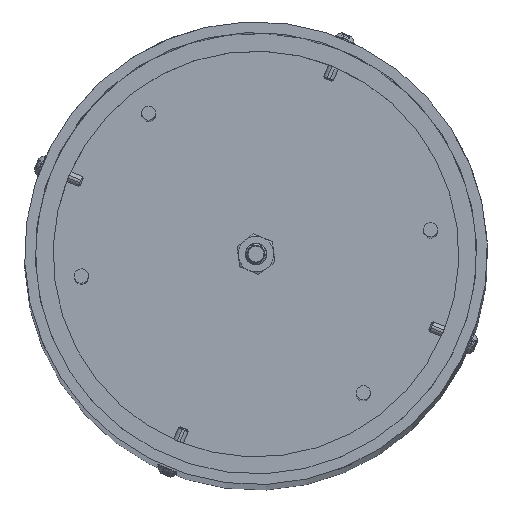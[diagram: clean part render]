
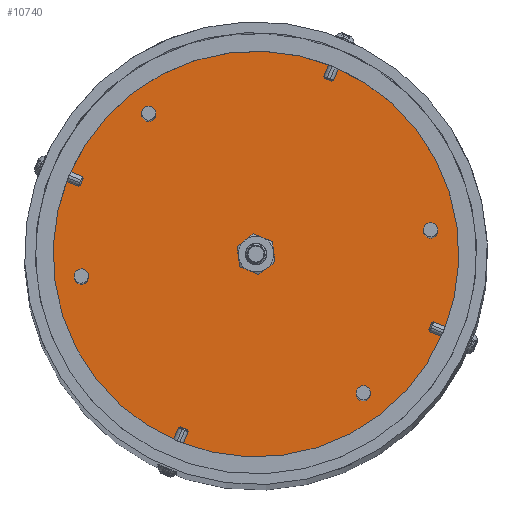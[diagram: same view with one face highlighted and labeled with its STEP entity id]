
A CAD part, top view. The second image highlights one B-rep face of the part: STEP entity #10740.
In plain terms, the highlighted face is planar.
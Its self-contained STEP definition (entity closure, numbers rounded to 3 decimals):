
#3 = CARTESIAN_POINT ( 'NONE',  ( 0., 5., 0. ) ) ;
#246 = DIRECTION ( 'NONE',  ( 0., 0., 1. ) ) ;
#291 = VERTEX_POINT ( 'NONE', #3519 ) ;
#296 = EDGE_CURVE ( 'NONE', #11854, #4811, #12483, .T. ) ;
#465 = EDGE_CURVE ( 'NONE', #10186, #3216, #809, .T. ) ;
#661 = ORIENTED_EDGE ( 'NONE', *, *, #465, .T. ) ;
#723 = ORIENTED_EDGE ( 'NONE', *, *, #7786, .F. ) ;
#809 = CIRCLE ( 'NONE', #5052, 2. ) ;
#1158 = CIRCLE ( 'NONE', #8603, 3. ) ;
#1209 = CARTESIAN_POINT ( 'NONE',  ( 0., 5., 0. ) ) ;
#1273 = PLANE ( 'NONE',  #10831 ) ;
#1308 = DIRECTION ( 'NONE',  ( 0., 0., -1. ) ) ;
#1401 = FACE_OUTER_BOUND ( 'NONE', #4319, .T. ) ;
#1540 = ORIENTED_EDGE ( 'NONE', *, *, #7112, .T. ) ;
#1583 = EDGE_CURVE ( 'NONE', #9412, #11503, #9336, .T. ) ;
#1703 = ORIENTED_EDGE ( 'NONE', *, *, #11613, .F. ) ;
#1759 = CARTESIAN_POINT ( 'NONE',  ( 0., 5., 0. ) ) ;
#1882 = ORIENTED_EDGE ( 'NONE', *, *, #7144, .F. ) ;
#1920 = AXIS2_PLACEMENT_3D ( 'NONE', #6556, #12677, #10626 ) ;
#1977 = ORIENTED_EDGE ( 'NONE', *, *, #296, .T. ) ;
#2093 = CIRCLE ( 'NONE', #6570, 2. ) ;
#2215 = DIRECTION ( 'NONE',  ( 0., 0., 1. ) ) ;
#2280 = DIRECTION ( 'NONE',  ( 0., -1., 0. ) ) ;
#2347 = DIRECTION ( 'NONE',  ( 0., 0., 1. ) ) ;
#2398 = CARTESIAN_POINT ( 'NONE',  ( 0., 5., 0. ) ) ;
#2424 = CIRCLE ( 'NONE', #4122, 57. ) ;
#2474 = FACE_BOUND ( 'NONE', #13028, .T. ) ;
#2579 = DIRECTION ( 'NONE',  ( 0., 1., 0. ) ) ;
#2638 = EDGE_LOOP ( 'NONE', ( #661, #1540 ) ) ;
#2643 = DIRECTION ( 'NONE',  ( 0., -1., 0. ) ) ;
#2647 = DIRECTION ( 'NONE',  ( 0., 0., -1. ) ) ;
#2980 = EDGE_LOOP ( 'NONE', ( #1703, #723 ) ) ;
#3216 = VERTEX_POINT ( 'NONE', #5253 ) ;
#3221 = FACE_BOUND ( 'NONE', #2980, .T. ) ;
#3281 = DIRECTION ( 'NONE',  ( 0., -1., 0. ) ) ;
#3293 = CARTESIAN_POINT ( 'NONE',  ( 0., 5., -47.5 ) ) ;
#3519 = CARTESIAN_POINT ( 'NONE',  ( -42.868, 5., 22.75 ) ) ;
#3632 = CIRCLE ( 'NONE', #1920, 2. ) ;
#3773 = VERTEX_POINT ( 'NONE', #11576 ) ;
#4087 = DIRECTION ( 'NONE',  ( 0., 1., 0. ) ) ;
#4102 = CARTESIAN_POINT ( 'NONE',  ( -42.868, 5., 24.75 ) ) ;
#4122 = AXIS2_PLACEMENT_3D ( 'NONE', #1209, #3281, #7334 ) ;
#4148 = CARTESIAN_POINT ( 'NONE',  ( 42.868, 5., -24.75 ) ) ;
#4319 = EDGE_LOOP ( 'NONE', ( #6483, #5413 ) ) ;
#4368 = DIRECTION ( 'NONE',  ( 0., 0., 1. ) ) ;
#4618 = ORIENTED_EDGE ( 'NONE', *, *, #12586, .F. ) ;
#4811 = VERTEX_POINT ( 'NONE', #10509 ) ;
#4820 = DIRECTION ( 'NONE',  ( 0., 0., 1. ) ) ;
#4941 = EDGE_CURVE ( 'NONE', #4811, #11854, #9760, .T. ) ;
#5052 = AXIS2_PLACEMENT_3D ( 'NONE', #12020, #2643, #7962 ) ;
#5067 = AXIS2_PLACEMENT_3D ( 'NONE', #1759, #13007, #4820 ) ;
#5253 = CARTESIAN_POINT ( 'NONE',  ( 42.868, 5., -26.75 ) ) ;
#5332 = FACE_BOUND ( 'NONE', #2638, .T. ) ;
#5368 = CARTESIAN_POINT ( 'NONE',  ( 0., 5., 57. ) ) ;
#5413 = ORIENTED_EDGE ( 'NONE', *, *, #6319, .F. ) ;
#5465 = DIRECTION ( 'NONE',  ( 0., 1., 0. ) ) ;
#5714 = DIRECTION ( 'NONE',  ( 0., -1., 0. ) ) ;
#5727 = CIRCLE ( 'NONE', #6580, 3. ) ;
#5843 = DIRECTION ( 'NONE',  ( 0.866, 0., -0.5 ) ) ;
#6189 = AXIS2_PLACEMENT_3D ( 'NONE', #4102, #12216, #5843 ) ;
#6319 = EDGE_CURVE ( 'NONE', #11503, #9412, #2424, .T. ) ;
#6409 = FACE_BOUND ( 'NONE', #11488, .T. ) ;
#6426 = EDGE_LOOP ( 'NONE', ( #7549, #1882 ) ) ;
#6459 = DIRECTION ( 'NONE',  ( 0., 1., 0. ) ) ;
#6483 = ORIENTED_EDGE ( 'NONE', *, *, #1583, .F. ) ;
#6556 = CARTESIAN_POINT ( 'NONE',  ( 0., 5., -49.5 ) ) ;
#6570 = AXIS2_PLACEMENT_3D ( 'NONE', #10499, #2579, #4368 ) ;
#6580 = AXIS2_PLACEMENT_3D ( 'NONE', #2398, #6459, #246 ) ;
#6900 = CIRCLE ( 'NONE', #11581, 2. ) ;
#7112 = EDGE_CURVE ( 'NONE', #3216, #10186, #6900, .T. ) ;
#7144 = EDGE_CURVE ( 'NONE', #11956, #3773, #1158, .T. ) ;
#7334 = DIRECTION ( 'NONE',  ( 0., 0., 1. ) ) ;
#7549 = ORIENTED_EDGE ( 'NONE', *, *, #12905, .F. ) ;
#7587 = CARTESIAN_POINT ( 'NONE',  ( -42.868, 5., 26.75 ) ) ;
#7786 = EDGE_CURVE ( 'NONE', #291, #11810, #10225, .T. ) ;
#7847 = AXIS2_PLACEMENT_3D ( 'NONE', #10713, #5714, #2647 ) ;
#7908 = ORIENTED_EDGE ( 'NONE', *, *, #4941, .T. ) ;
#7913 = CARTESIAN_POINT ( 'NONE',  ( 0., 5., -3. ) ) ;
#7962 = DIRECTION ( 'NONE',  ( -0.866, 0., 0.5 ) ) ;
#8123 = CARTESIAN_POINT ( 'NONE',  ( -42.868, 5., 24.75 ) ) ;
#8251 = CARTESIAN_POINT ( 'NONE',  ( 0., 5., 49.5 ) ) ;
#8603 = AXIS2_PLACEMENT_3D ( 'NONE', #3, #4087, #2215 ) ;
#8635 = DIRECTION ( 'NONE',  ( 0., -1., 0. ) ) ;
#8994 = DIRECTION ( 'NONE',  ( 0.866, 0., -0.5 ) ) ;
#9065 = CARTESIAN_POINT ( 'NONE',  ( 0., 5., -57. ) ) ;
#9091 = AXIS2_PLACEMENT_3D ( 'NONE', #8251, #8635, #1308 ) ;
#9245 = VERTEX_POINT ( 'NONE', #3293 ) ;
#9336 = CIRCLE ( 'NONE', #5067, 57. ) ;
#9412 = VERTEX_POINT ( 'NONE', #9065 ) ;
#9557 = CIRCLE ( 'NONE', #12112, 2. ) ;
#9760 = CIRCLE ( 'NONE', #7847, 2. ) ;
#9992 = EDGE_CURVE ( 'NONE', #9245, #12032, #2093, .T. ) ;
#10186 = VERTEX_POINT ( 'NONE', #12761 ) ;
#10225 = CIRCLE ( 'NONE', #6189, 2. ) ;
#10441 = CARTESIAN_POINT ( 'NONE',  ( 0., 5., -51.5 ) ) ;
#10499 = CARTESIAN_POINT ( 'NONE',  ( 0., 5., -49.5 ) ) ;
#10509 = CARTESIAN_POINT ( 'NONE',  ( 0., 5., 51.5 ) ) ;
#10535 = FACE_BOUND ( 'NONE', #6426, .T. ) ;
#10626 = DIRECTION ( 'NONE',  ( 0., 0., 1. ) ) ;
#10713 = CARTESIAN_POINT ( 'NONE',  ( 0., 5., 49.5 ) ) ;
#10740 = ADVANCED_FACE ( 'NONE', ( #10535, #6409, #3221, #5332, #2474, #1401 ), #1273, .T. ) ;
#10831 = AXIS2_PLACEMENT_3D ( 'NONE', #12453, #5465, #2347 ) ;
#11488 = EDGE_LOOP ( 'NONE', ( #11666, #4618 ) ) ;
#11503 = VERTEX_POINT ( 'NONE', #5368 ) ;
#11576 = CARTESIAN_POINT ( 'NONE',  ( 0., 5., 3. ) ) ;
#11581 = AXIS2_PLACEMENT_3D ( 'NONE', #4148, #2280, #12263 ) ;
#11613 = EDGE_CURVE ( 'NONE', #11810, #291, #9557, .T. ) ;
#11666 = ORIENTED_EDGE ( 'NONE', *, *, #9992, .F. ) ;
#11810 = VERTEX_POINT ( 'NONE', #7587 ) ;
#11854 = VERTEX_POINT ( 'NONE', #11917 ) ;
#11917 = CARTESIAN_POINT ( 'NONE',  ( 0., 5., 47.5 ) ) ;
#11956 = VERTEX_POINT ( 'NONE', #7913 ) ;
#12020 = CARTESIAN_POINT ( 'NONE',  ( 42.868, 5., -24.75 ) ) ;
#12032 = VERTEX_POINT ( 'NONE', #10441 ) ;
#12112 = AXIS2_PLACEMENT_3D ( 'NONE', #8123, #12177, #8994 ) ;
#12177 = DIRECTION ( 'NONE',  ( 0., 1., 0. ) ) ;
#12216 = DIRECTION ( 'NONE',  ( 0., 1., 0. ) ) ;
#12263 = DIRECTION ( 'NONE',  ( -0.866, 0., 0.5 ) ) ;
#12453 = CARTESIAN_POINT ( 'NONE',  ( 0., 5., 0. ) ) ;
#12483 = CIRCLE ( 'NONE', #9091, 2. ) ;
#12586 = EDGE_CURVE ( 'NONE', #12032, #9245, #3632, .T. ) ;
#12677 = DIRECTION ( 'NONE',  ( 0., 1., 0. ) ) ;
#12761 = CARTESIAN_POINT ( 'NONE',  ( 42.868, 5., -22.75 ) ) ;
#12905 = EDGE_CURVE ( 'NONE', #3773, #11956, #5727, .T. ) ;
#13007 = DIRECTION ( 'NONE',  ( 0., -1., 0. ) ) ;
#13028 = EDGE_LOOP ( 'NONE', ( #7908, #1977 ) ) ;
